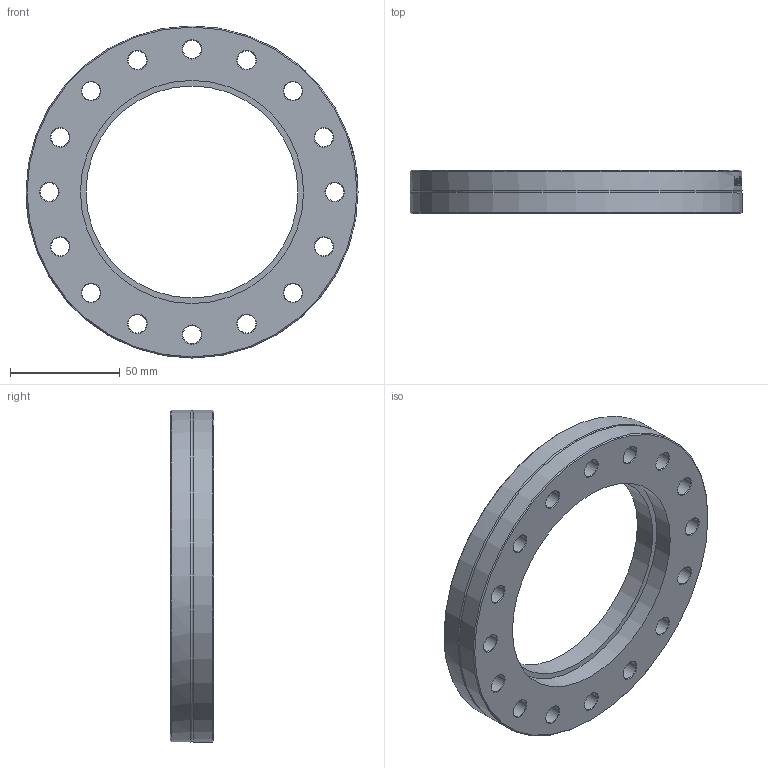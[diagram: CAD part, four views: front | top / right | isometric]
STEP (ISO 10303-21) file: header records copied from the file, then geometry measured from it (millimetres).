
FILE_DESCRIPTION(/* description */ (''),/* implementation_level */ '2;1');
FILE_NAME(/* name */ 'FL-100CF-102.stp',/* time_stamp */ '2018-01-17T09:47:36+00:00',/* author */ ('paul'),/* organization */ (''),/* preprocessor_version */ 'ST-DEVELOPER v16.13',/* originating_system */ 'Autodesk Inventor 2018',/* authorisation */ '');
FILE_SCHEMA (('AUTOMOTIVE_DESIGN { 1 0 10303 214 3 1 1 }'));
Length unit declared in the file: millimetre
Products named in the file (1): FL-100CF-102
Bounding box: 151.6 x 19.8 x 151.6 mm (x, y, z)
Volume: 182226 mm3; surface area: 43721.2 mm2
Topology: 1 solids, 1 shells, 157 faces, 418 edges, 272 vertices
Faces by surface type: bspline 53, cone 37, plane 35, cylinder 31, torus 1
Full cylindrical faces by diameter (mm): 8.4 x16, 96.8 x1, 101.9 x1, 120.6 x1, 151.6 x2
Entity records: 16054 total; most frequent: CARTESIAN_POINT 12595, ORIENTED_EDGE 686, DIRECTION 603, EDGE_CURVE 343, EDGE_LOOP 257, VERTEX_POINT 254, AXIS2_PLACEMENT_3D 244, FACE_OUTER_BOUND 157
